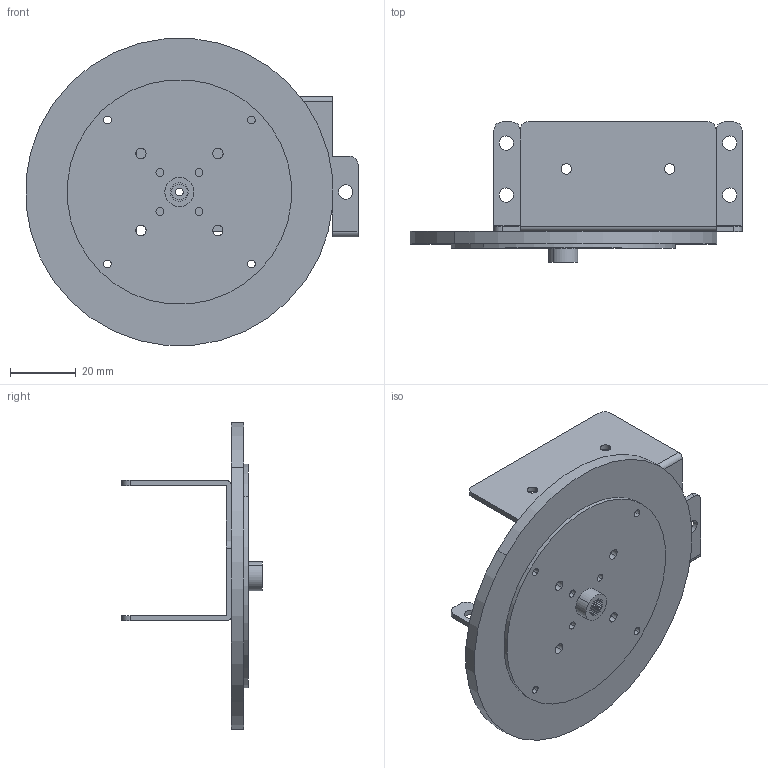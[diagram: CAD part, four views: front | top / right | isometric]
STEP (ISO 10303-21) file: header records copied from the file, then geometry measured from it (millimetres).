
FILE_DESCRIPTION (( 'STEP AP214' ), '1' );
FILE_NAME ('Link1.STEP', '2023-10-17T14:43:05', ( '' ), ( '' ), 'SwSTEP 2.0', 'SolidWorks 2023', '' );
FILE_SCHEMA (( 'AUTOMOTIVE_DESIGN' ));
Length unit declared in the file: millimetre
Products named in the file (4): BR-KT Assembly; asb-201; Top-Mount BR-KT; Link1
Assembly tree (3 placements, depth 3):
  Link1
    BR-KT Assembly
      Top-Mount BR-KT
    asb-201
Bounding box: 101.32 x 42.88 x 93.63 mm (x, y, z)
Volume: 38695.7 mm3; surface area: 26782.5 mm2
Topology: 2 solids, 2 shells, 167 faces, 480 edges, 320 vertices
Faces by surface type: cylinder 90, plane 77
Entity records: 5784 total; most frequent: DIRECTION 1008, CARTESIAN_POINT 974, ORIENTED_EDGE 960, EDGE_CURVE 480, AXIS2_PLACEMENT_3D 354, VERTEX_POINT 320, LINE 300, VECTOR 300
